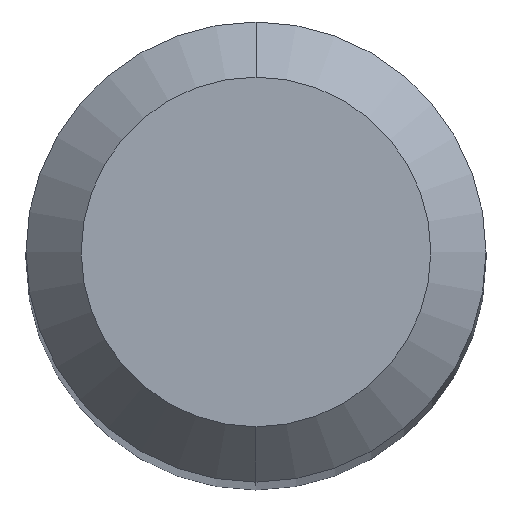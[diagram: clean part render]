
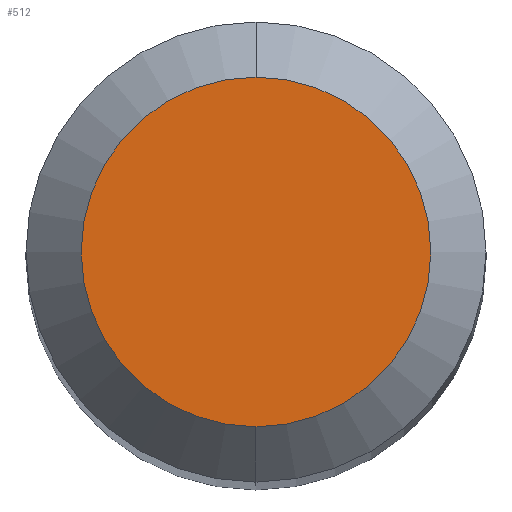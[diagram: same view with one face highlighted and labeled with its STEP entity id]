
A CAD part, top view. The second image highlights one B-rep face of the part: STEP entity #512.
In plain terms, the highlighted planar face has unit normal (0, 0, 1).
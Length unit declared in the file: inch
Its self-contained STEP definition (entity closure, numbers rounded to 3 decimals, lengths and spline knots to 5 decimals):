
#39 = CARTESIAN_POINT ( 'NONE',  ( 0., 0.0475, 0. ) ) ;
#42 = DIRECTION ( 'NONE',  ( 0., 1., 0. ) ) ;
#45 = DIRECTION ( 'NONE',  ( 0., 0., 1. ) ) ;
#51 = VERTEX_POINT ( 'NONE', #338 ) ;
#57 = EDGE_CURVE ( 'NONE', #51, #317, #366, .T. ) ;
#91 = PLANE ( 'NONE',  #380 ) ;
#136 = AXIS2_PLACEMENT_3D ( 'NONE', #177, #45, #530 ) ;
#177 = CARTESIAN_POINT ( 'NONE',  ( 0., 0., 0. ) ) ;
#238 = EDGE_LOOP ( 'NONE', ( #493, #267 ) ) ;
#241 = CIRCLE ( 'NONE', #136, 0.0475 ) ;
#267 = ORIENTED_EDGE ( 'NONE', *, *, #57, .T. ) ;
#270 = AXIS2_PLACEMENT_3D ( 'NONE', #384, #522, #562 ) ;
#304 = FACE_OUTER_BOUND ( 'NONE', #238, .T. ) ;
#317 = VERTEX_POINT ( 'NONE', #498 ) ;
#338 = CARTESIAN_POINT ( 'NONE',  ( 0., -0.0475, 0. ) ) ;
#366 = CIRCLE ( 'NONE', #270, 0.0475 ) ;
#380 = AXIS2_PLACEMENT_3D ( 'NONE', #39, #534, #42 ) ;
#384 = CARTESIAN_POINT ( 'NONE',  ( 0., 0., 0. ) ) ;
#493 = ORIENTED_EDGE ( 'NONE', *, *, #518, .T. ) ;
#498 = CARTESIAN_POINT ( 'NONE',  ( 0., 0.0475, 0. ) ) ;
#512 = ADVANCED_FACE ( 'NONE', ( #304 ), #91, .F. ) ;
#518 = EDGE_CURVE ( 'NONE', #317, #51, #241, .T. ) ;
#522 = DIRECTION ( 'NONE',  ( 0., 0., 1. ) ) ;
#530 = DIRECTION ( 'NONE',  ( 0., -1., 0. ) ) ;
#534 = DIRECTION ( 'NONE',  ( 0., 0., -1. ) ) ;
#562 = DIRECTION ( 'NONE',  ( 0., -1., 0. ) ) ;
